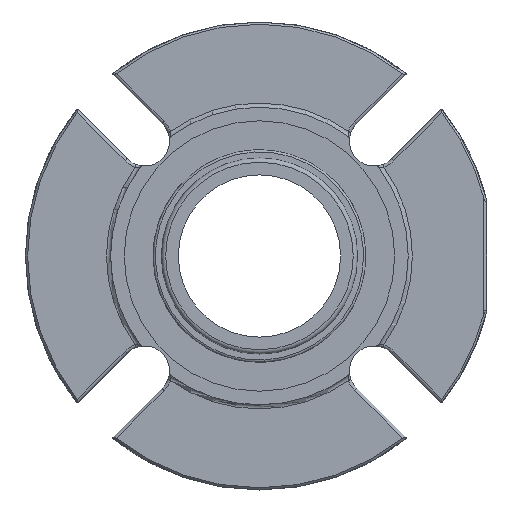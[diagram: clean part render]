
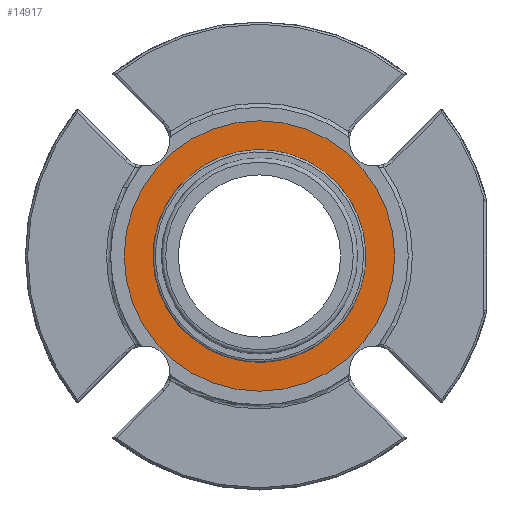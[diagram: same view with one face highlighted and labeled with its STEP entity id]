
A CAD part, left-side view. The second image highlights one B-rep face of the part: STEP entity #14917.
In plain terms, the highlighted planar face has unit normal (-1, 0, 0).
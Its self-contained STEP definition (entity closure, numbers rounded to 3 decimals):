
#2037=PLANE('',#15995);
#5138=ORIENTED_EDGE('',*,*,#6702,.T.);
#5139=ORIENTED_EDGE('',*,*,#6701,.F.);
#6701=EDGE_CURVE('',#7697,#7697,#8243,.F.);
#6702=EDGE_CURVE('',#7698,#7698,#8244,.T.);
#7697=VERTEX_POINT('',#26713);
#7698=VERTEX_POINT('',#26716);
#8243=CIRCLE('',#15994,37.465);
#8244=CIRCLE('',#15996,47.625);
#8972=EDGE_LOOP('',(#5138));
#8973=EDGE_LOOP('',(#5139));
#9709=FACE_BOUND('',#8972,.T.);
#9710=FACE_BOUND('',#8973,.T.);
#14917=ADVANCED_FACE('',(#9709,#9710),#2037,.F.);
#15994=AXIS2_PLACEMENT_3D('',#26712,#18680,#18681);
#15995=AXIS2_PLACEMENT_3D('',#26714,#18682,#18683);
#15996=AXIS2_PLACEMENT_3D('',#26715,#18684,#18685);
#18680=DIRECTION('',(1.,0.,0.));
#18681=DIRECTION('',(0.,1.,0.));
#18682=DIRECTION('',(1.,0.,0.));
#18683=DIRECTION('',(0.,0.,1.));
#18684=DIRECTION('',(-1.,0.,0.));
#18685=DIRECTION('',(0.,0.,-1.));
#26712=CARTESIAN_POINT('',(-0.508,0.,0.));
#26713=CARTESIAN_POINT('',(-0.508,37.465,0.));
#26714=CARTESIAN_POINT('',(-0.508,0.,-47.625));
#26715=CARTESIAN_POINT('',(-0.508,0.,0.));
#26716=CARTESIAN_POINT('',(-0.508,0.,-47.625));
